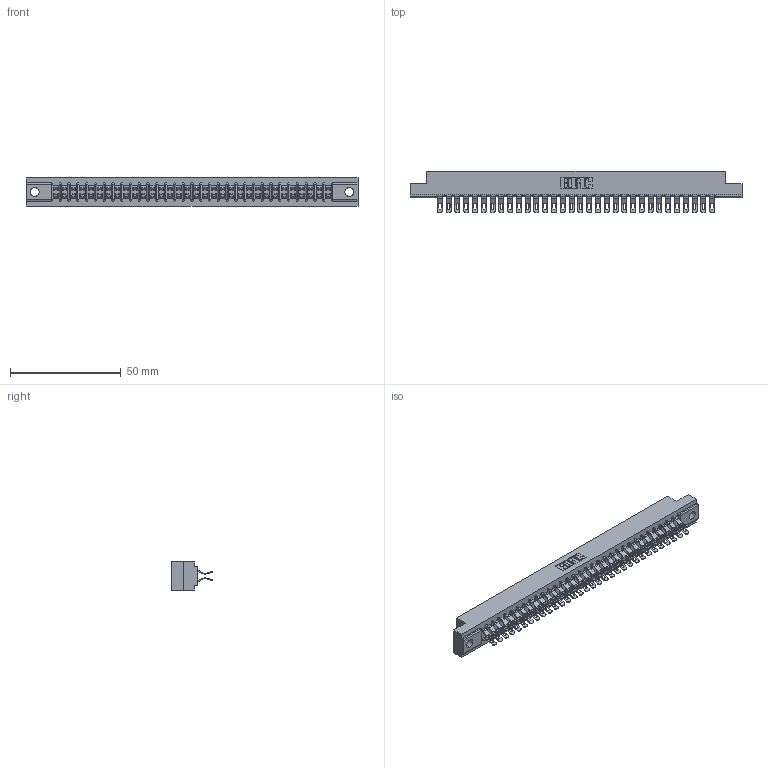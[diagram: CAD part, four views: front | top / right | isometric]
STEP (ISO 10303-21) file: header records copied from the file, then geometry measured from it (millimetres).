
FILE_DESCRIPTION (( 'STEP AP203' ), '1' );
FILE_NAME ('357-064-555-202.STEP', '2019-09-19T07:52:30', ( '' ), ( '' ), 'SwSTEP 2.0', 'SolidWorks 2016', '' );
FILE_SCHEMA (( 'CONFIG_CONTROL_DESIGN' ));
Length unit declared in the file: inch
Products named in the file (3): 307 Part_.128 Dia Mounting Holes; 357-064-555-202; 307-290-001_555
Assembly tree (65 placements, depth 2):
  357-064-555-202
    307 Part_.128 Dia Mounting Holes
    307-290-001_555  x64
Bounding box: 149.81 x 18.75 x 12.7 mm (x, y, z)
Volume: 15962.4 mm3; surface area: 20189.1 mm2
Topology: 65 solids, 65 shells, 4055 faces, 11907 edges, 7762 vertices
Faces by surface type: plane 2246, cylinder 1743, sphere 66
Entity records: 30229 total; most frequent: CARTESIAN_POINT 4952, ORIENTED_EDGE 4908, DIRECTION 4862, EDGE_CURVE 2454, VECTOR 1866, LINE 1866, VERTEX_POINT 1588, AXIS2_PLACEMENT_3D 1498
